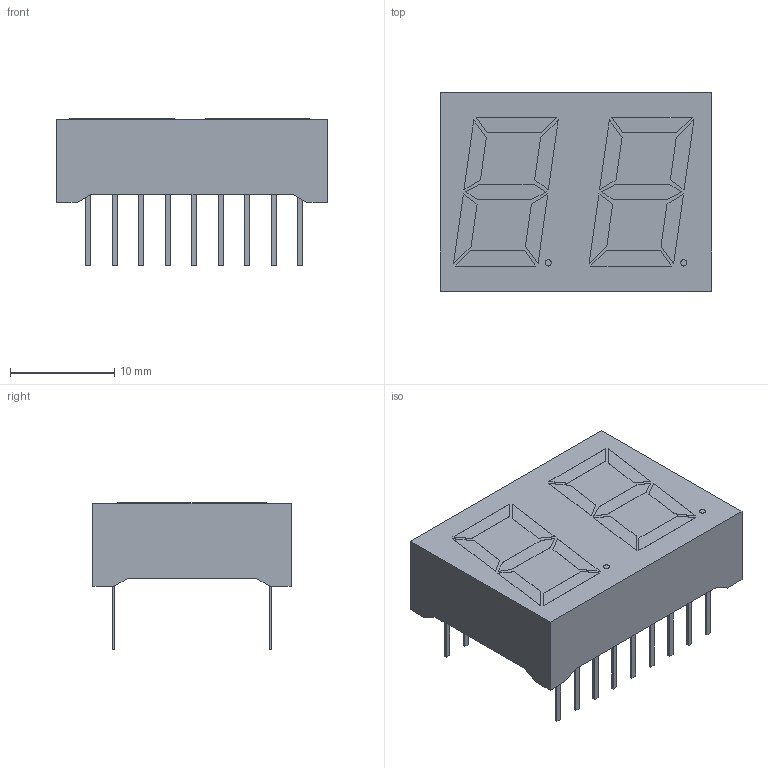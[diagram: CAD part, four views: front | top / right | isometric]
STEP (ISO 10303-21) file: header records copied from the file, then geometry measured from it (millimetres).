
FILE_DESCRIPTION(('FreeCAD Model'),'2;1');
FILE_NAME('7seg_x2_12x19.stp', '2015-04-13T23:07:51',('FreeCAD'),('FreeCAD'), 'Open CASCADE STEP processor 6.7','FreeCAD','Unknown');
FILE_SCHEMA(('AUTOMOTIVE_DESIGN_CC2 { 1 2 10303 214 -1 1 5 4 }'));
Length unit declared in the file: millimetre
Products named in the file (3): Array; Array001; Pocket002
Bounding box: 26 x 19 x 14 mm (x, y, z)
Volume: 3484.5 mm3; surface area: 2106.7 mm2
Topology: 35 solids, 35 shells, 228 faces, 474 edges, 316 vertices
Faces by surface type: plane 226, cylinder 2
Full cylindrical faces by diameter (mm): 0.6 x2
Entity records: 12497 total; most frequent: CARTESIAN_POINT 2047, DIRECTION 1824, LINE 1358, VECTOR 1358, ORIENTED_EDGE 948, PCURVE 948, DEFINITIONAL_REPRESENTATION 948, EDGE_CURVE 474
